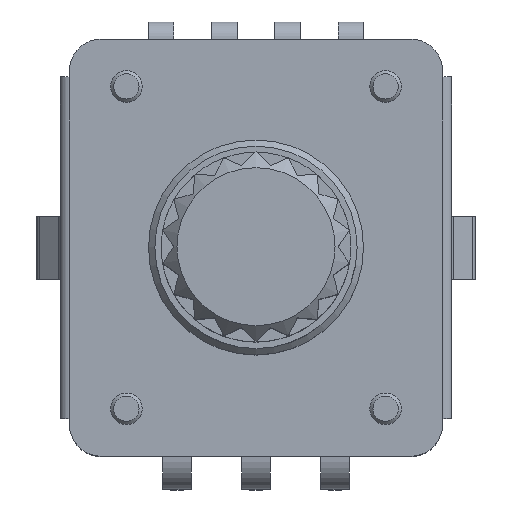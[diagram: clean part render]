
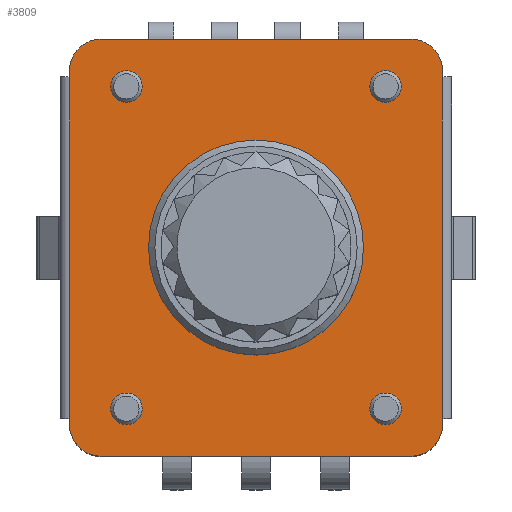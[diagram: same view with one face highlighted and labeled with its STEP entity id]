
A CAD part, top view. The second image highlights one B-rep face of the part: STEP entity #3809.
In plain terms, the highlighted planar face has unit normal (0, 0, 1).
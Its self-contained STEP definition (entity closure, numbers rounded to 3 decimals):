
#101=FACE_BOUND('',#635,.T.);
#102=FACE_BOUND('',#636,.T.);
#103=FACE_BOUND('',#637,.T.);
#104=FACE_BOUND('',#638,.T.);
#105=FACE_BOUND('',#639,.T.);
#167=PLANE('',#4143);
#408=FACE_OUTER_BOUND('',#634,.T.);
#634=EDGE_LOOP('',(#3010,#3011,#3012,#3013,#3014,#3015,#3016,#3017,#3018,
#3019,#3020,#3021));
#635=EDGE_LOOP('',(#3022));
#636=EDGE_LOOP('',(#3023));
#637=EDGE_LOOP('',(#3024));
#638=EDGE_LOOP('',(#3025));
#639=EDGE_LOOP('',(#3026));
#872=LINE('',#5657,#1279);
#873=LINE('',#5660,#1280);
#878=LINE('',#5669,#1285);
#948=LINE('',#5830,#1355);
#952=LINE('',#5838,#1359);
#953=LINE('',#5841,#1360);
#962=LINE('',#5879,#1369);
#966=LINE('',#5894,#1373);
#1279=VECTOR('',#4544,10.);
#1280=VECTOR('',#4547,10.);
#1285=VECTOR('',#4554,10.);
#1355=VECTOR('',#4698,10.);
#1359=VECTOR('',#4706,10.);
#1360=VECTOR('',#4709,10.);
#1369=VECTOR('',#4750,10.);
#1373=VECTOR('',#4768,10.);
#1615=CIRCLE('',#4033,3.4);
#1637=CIRCLE('',#4118,0.5);
#1639=CIRCLE('',#4121,0.5);
#1641=CIRCLE('',#4124,0.5);
#1643=CIRCLE('',#4127,0.5);
#1646=CIRCLE('',#4131,1.);
#1648=CIRCLE('',#4135,1.);
#1650=CIRCLE('',#4138,1.);
#1652=CIRCLE('',#4142,1.);
#1724=VERTEX_POINT('',#5487);
#1731=VERTEX_POINT('',#5507);
#1757=VERTEX_POINT('',#5572);
#1780=VERTEX_POINT('',#5659);
#1783=VERTEX_POINT('',#5667);
#1790=VERTEX_POINT('',#5684);
#1814=VERTEX_POINT('',#5745);
#1839=VERTEX_POINT('',#5836);
#1840=VERTEX_POINT('',#5840);
#1842=VERTEX_POINT('',#5846);
#1844=VERTEX_POINT('',#5852);
#1846=VERTEX_POINT('',#5858);
#1848=VERTEX_POINT('',#5864);
#1851=VERTEX_POINT('',#5872);
#1853=VERTEX_POINT('',#5878);
#1855=VERTEX_POINT('',#5887);
#1857=VERTEX_POINT('',#5893);
#2077=EDGE_CURVE('',#1724,#1724,#1615,.T.);
#2160=EDGE_CURVE('',#1757,#1731,#872,.T.);
#2161=EDGE_CURVE('',#1780,#1757,#873,.T.);
#2166=EDGE_CURVE('',#1731,#1783,#878,.T.);
#2246=EDGE_CURVE('',#1790,#1814,#948,.T.);
#2250=EDGE_CURVE('',#1814,#1839,#952,.T.);
#2251=EDGE_CURVE('',#1840,#1790,#953,.T.);
#2254=EDGE_CURVE('',#1842,#1842,#1637,.T.);
#2257=EDGE_CURVE('',#1844,#1844,#1639,.T.);
#2260=EDGE_CURVE('',#1846,#1846,#1641,.T.);
#2263=EDGE_CURVE('',#1848,#1848,#1643,.T.);
#2267=EDGE_CURVE('',#1851,#1840,#1646,.T.);
#2270=EDGE_CURVE('',#1853,#1851,#962,.T.);
#2273=EDGE_CURVE('',#1783,#1853,#1648,.T.);
#2275=EDGE_CURVE('',#1855,#1780,#1650,.T.);
#2278=EDGE_CURVE('',#1857,#1855,#966,.T.);
#2281=EDGE_CURVE('',#1839,#1857,#1652,.T.);
#3010=ORIENTED_EDGE('',*,*,#2281,.T.);
#3011=ORIENTED_EDGE('',*,*,#2278,.T.);
#3012=ORIENTED_EDGE('',*,*,#2275,.T.);
#3013=ORIENTED_EDGE('',*,*,#2161,.T.);
#3014=ORIENTED_EDGE('',*,*,#2160,.T.);
#3015=ORIENTED_EDGE('',*,*,#2166,.T.);
#3016=ORIENTED_EDGE('',*,*,#2273,.T.);
#3017=ORIENTED_EDGE('',*,*,#2270,.T.);
#3018=ORIENTED_EDGE('',*,*,#2267,.T.);
#3019=ORIENTED_EDGE('',*,*,#2251,.T.);
#3020=ORIENTED_EDGE('',*,*,#2246,.T.);
#3021=ORIENTED_EDGE('',*,*,#2250,.T.);
#3022=ORIENTED_EDGE('',*,*,#2077,.T.);
#3023=ORIENTED_EDGE('',*,*,#2263,.T.);
#3024=ORIENTED_EDGE('',*,*,#2260,.T.);
#3025=ORIENTED_EDGE('',*,*,#2257,.T.);
#3026=ORIENTED_EDGE('',*,*,#2254,.T.);
#3809=ADVANCED_FACE('',(#408,#101,#102,#103,#104,#105),#167,.T.);
#4033=AXIS2_PLACEMENT_3D('',#5489,#4389,#4390);
#4118=AXIS2_PLACEMENT_3D('',#5847,#4714,#4715);
#4121=AXIS2_PLACEMENT_3D('',#5853,#4721,#4722);
#4124=AXIS2_PLACEMENT_3D('',#5859,#4728,#4729);
#4127=AXIS2_PLACEMENT_3D('',#5865,#4735,#4736);
#4131=AXIS2_PLACEMENT_3D('',#5873,#4744,#4745);
#4135=AXIS2_PLACEMENT_3D('',#5883,#4756,#4757);
#4138=AXIS2_PLACEMENT_3D('',#5888,#4762,#4763);
#4142=AXIS2_PLACEMENT_3D('',#5898,#4774,#4775);
#4143=AXIS2_PLACEMENT_3D('',#5899,#4776,#4777);
#4389=DIRECTION('center_axis',(0.,0.,-1.));
#4390=DIRECTION('ref_axis',(-1.,0.,0.));
#4544=DIRECTION('',(0.,1.,0.));
#4547=DIRECTION('',(0.,1.,0.));
#4554=DIRECTION('',(0.,1.,0.));
#4698=DIRECTION('',(0.,-1.,0.));
#4706=DIRECTION('',(0.,-1.,0.));
#4709=DIRECTION('',(0.,-1.,0.));
#4714=DIRECTION('center_axis',(0.,0.,-1.));
#4715=DIRECTION('ref_axis',(-1.,0.,0.));
#4721=DIRECTION('center_axis',(0.,0.,-1.));
#4722=DIRECTION('ref_axis',(-1.,0.,0.));
#4728=DIRECTION('center_axis',(0.,0.,-1.));
#4729=DIRECTION('ref_axis',(-1.,0.,0.));
#4735=DIRECTION('center_axis',(0.,0.,-1.));
#4736=DIRECTION('ref_axis',(-1.,0.,0.));
#4744=DIRECTION('center_axis',(0.,0.,1.));
#4745=DIRECTION('ref_axis',(-0.707,0.707,0.));
#4750=DIRECTION('',(-1.,0.,0.));
#4756=DIRECTION('center_axis',(0.,0.,1.));
#4757=DIRECTION('ref_axis',(0.707,0.707,0.));
#4762=DIRECTION('center_axis',(0.,0.,1.));
#4763=DIRECTION('ref_axis',(0.707,-0.707,0.));
#4768=DIRECTION('',(1.,0.,0.));
#4774=DIRECTION('center_axis',(0.,0.,1.));
#4775=DIRECTION('ref_axis',(-0.707,-0.707,0.));
#4776=DIRECTION('center_axis',(0.,0.,1.));
#4777=DIRECTION('ref_axis',(1.,0.,0.));
#5487=CARTESIAN_POINT('',(3.4,0.,7.5));
#5489=CARTESIAN_POINT('Origin',(0.,0.,7.5));
#5507=CARTESIAN_POINT('',(5.9,5.4,7.5));
#5572=CARTESIAN_POINT('',(5.9,-5.4,7.5));
#5657=CARTESIAN_POINT('',(5.9,-3.3,7.5));
#5659=CARTESIAN_POINT('',(5.9,-5.6,7.5));
#5660=CARTESIAN_POINT('',(5.9,-3.3,7.5));
#5667=CARTESIAN_POINT('',(5.9,5.6,7.5));
#5669=CARTESIAN_POINT('',(5.9,-3.3,7.5));
#5684=CARTESIAN_POINT('',(-5.9,5.4,7.5));
#5745=CARTESIAN_POINT('',(-5.9,-5.4,7.5));
#5830=CARTESIAN_POINT('',(-5.9,3.3,7.5));
#5836=CARTESIAN_POINT('',(-5.9,-5.6,7.5));
#5838=CARTESIAN_POINT('',(-5.9,3.3,7.5));
#5840=CARTESIAN_POINT('',(-5.9,5.6,7.5));
#5841=CARTESIAN_POINT('',(-5.9,3.3,7.5));
#5846=CARTESIAN_POINT('',(-3.6,-5.1,7.5));
#5847=CARTESIAN_POINT('Origin',(-4.1,-5.1,7.5));
#5852=CARTESIAN_POINT('',(-3.6,5.1,7.5));
#5853=CARTESIAN_POINT('Origin',(-4.1,5.1,7.5));
#5858=CARTESIAN_POINT('',(4.6,5.1,7.5));
#5859=CARTESIAN_POINT('Origin',(4.1,5.1,7.5));
#5864=CARTESIAN_POINT('',(4.6,-5.1,7.5));
#5865=CARTESIAN_POINT('Origin',(4.1,-5.1,7.5));
#5872=CARTESIAN_POINT('',(-4.9,6.6,7.5));
#5873=CARTESIAN_POINT('Origin',(-4.9,5.6,7.5));
#5878=CARTESIAN_POINT('',(4.9,6.6,7.5));
#5879=CARTESIAN_POINT('',(2.95,6.6,7.5));
#5883=CARTESIAN_POINT('Origin',(4.9,5.6,7.5));
#5887=CARTESIAN_POINT('',(4.9,-6.6,7.5));
#5888=CARTESIAN_POINT('Origin',(4.9,-5.6,7.5));
#5893=CARTESIAN_POINT('',(-4.9,-6.6,7.5));
#5894=CARTESIAN_POINT('',(-2.95,-6.6,7.5));
#5898=CARTESIAN_POINT('Origin',(-4.9,-5.6,7.5));
#5899=CARTESIAN_POINT('Origin',(0.,0.,7.5));
